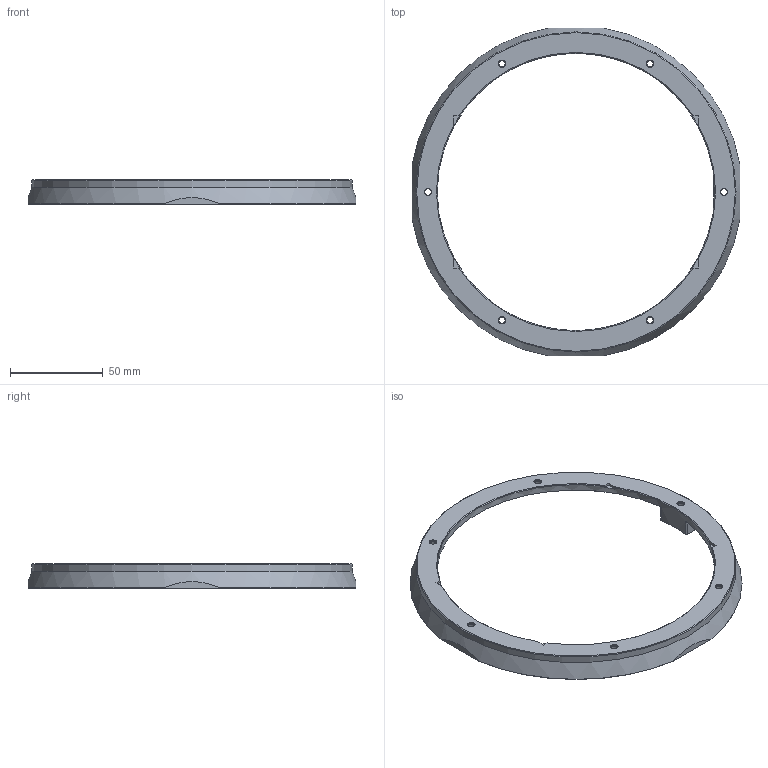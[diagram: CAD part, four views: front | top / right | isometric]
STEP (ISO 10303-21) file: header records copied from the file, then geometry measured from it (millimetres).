
FILE_DESCRIPTION(/* description */ (''),/* implementation_level */ '2;1');
FILE_NAME(/* name */ 'scale_base_adapter_ring.step',/* time_stamp */ '2024-04-02T18:42:10+02:00',/* author */ (''),/* organization */ (''),/* preprocessor_version */ 'ST-DEVELOPER v20',/* originating_system */ 'Autodesk Translation Framework v12.20.1.177',/* authorisation */ '');
FILE_SCHEMA (('AUTOMOTIVE_DESIGN { 1 0 10303 214 3 1 1 }'));
Length unit declared in the file: millimetre
Products named in the file (1): scale_base_adapter_ring
Bounding box: 177 x 177 x 13 mm (x, y, z)
Volume: 36406.9 mm3; surface area: 27688.6 mm2
Topology: 1 solids, 1 shells, 90 faces, 226 edges, 138 vertices
Faces by surface type: plane 36, cone 24, cylinder 22, torus 4, bspline 4
Full cylindrical faces by diameter (mm): 3.4 x6, 6 x6, 150 x1, 173 x1
Entity records: 2866 total; most frequent: CARTESIAN_POINT 673, DIRECTION 456, ORIENTED_EDGE 452, EDGE_CURVE 226, AXIS2_PLACEMENT_3D 180, VERTEX_POINT 138, EDGE_LOOP 110, LINE 96
